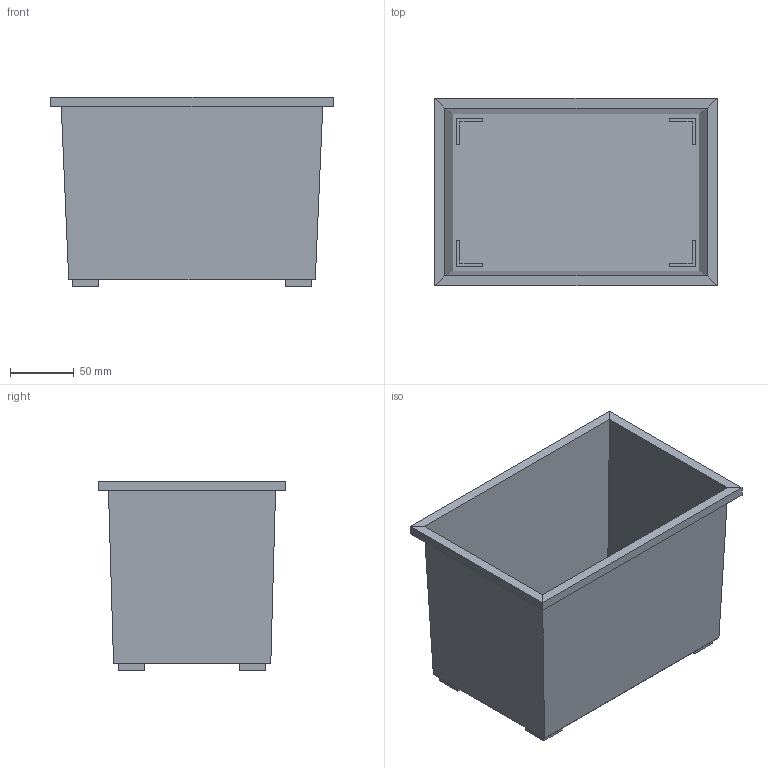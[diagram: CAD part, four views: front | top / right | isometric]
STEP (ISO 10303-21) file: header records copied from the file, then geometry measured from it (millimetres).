
FILE_DESCRIPTION(/* description */ (''),/* implementation_level */ '2;1');
FILE_NAME(/* name */ 'Aquarium',/* time_stamp */ '2014-03-05T18:00:25-06:00',/* author */ (''),/* organization */ (''),/* preprocessor_version */ 'ST-DEVELOPER v15',/* originating_system */ '',/* authorisation */ '');
FILE_SCHEMA (('AUTOMOTIVE_DESIGN'));
Length unit declared in the file: inch
Products named in the file (1): Document
Bounding box: 221.89 x 147.45 x 149.15 mm (x, y, z)
Volume: 8287.9 mm3; surface area: 155829.3 mm2
Topology: 5 solids, 8 shells, 50 faces, 124 edges, 82 vertices
Faces by surface type: plane 42, bspline 8
Entity records: 1301 total; most frequent: CARTESIAN_POINT 410, ORIENTED_EDGE 216, B_SPLINE_CURVE_WITH_KNOTS 122, EDGE_CURVE 120, VERTEX_POINT 80, DIRECTION 52, ADVANCED_FACE 50, FACE_OUTER_BOUND 50
